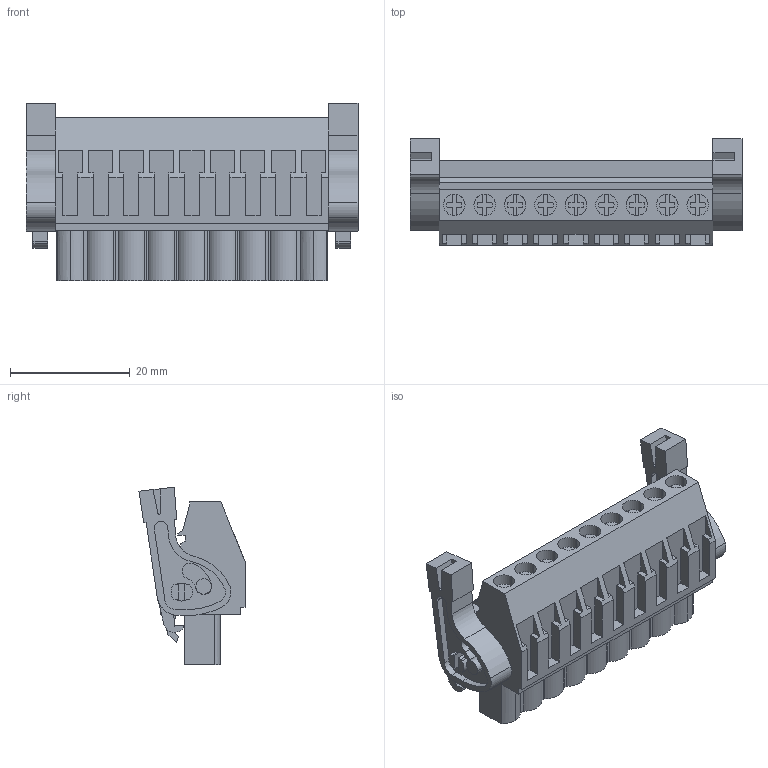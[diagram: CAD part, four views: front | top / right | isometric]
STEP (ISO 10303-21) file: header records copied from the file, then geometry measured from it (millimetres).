
FILE_DESCRIPTION(('CATIA V5 STEP','CAx-IF Rec.Pracs.--- Model Styling and Organization---1.2---2011-12-15'),'2;1');
FILE_NAME ('D1448368_0_1087320000_1087320000.stp','2017-09-09T07:10:03+00:00',('none'),('Weidmueller'),'CATIA Version 5-6 Release 2014','CATIA V5 STEP AP214','none');
FILE_SCHEMA(('AUTOMOTIVE_DESIGN { 1 0 10303 214 1 1 1 1 }'));
Length unit declared in the file: millimetre
Products named in the file (1): 1087320000
Bounding box: 55.42 x 17.69 x 29.65 mm (x, y, z)
Volume: 11613.2 mm3; surface area: 8080 mm2
Topology: 12 solids, 12 shells, 749 faces, 2062 edges, 1386 vertices
Faces by surface type: plane 598, cylinder 147, extrusion 4
Entity records: 22644 total; most frequent: CARTESIAN_POINT 4362, ORIENTED_EDGE 4124, DIRECTION 3104, EDGE_CURVE 2062, VECTOR 1708, LINE 1704, VERTEX_POINT 1386, AXIS2_PLACEMENT_3D 850
